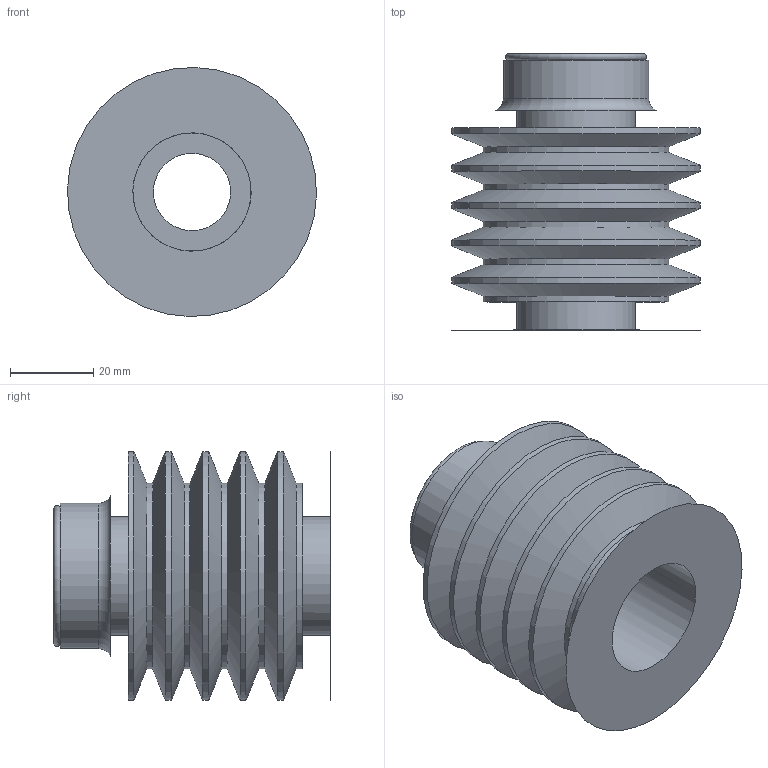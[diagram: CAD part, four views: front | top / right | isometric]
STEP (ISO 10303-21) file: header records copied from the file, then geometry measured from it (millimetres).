
FILE_DESCRIPTION(/* description */ (''),/* implementation_level */ '2;1');
FILE_NAME(/* name */ 'vf60-5sb_rac21r1-2h.stp',/* time_stamp */ '2020-10-26T12:22:51+01:00',/* author */ ('enginyeria'),/* organization */ (''),/* preprocessor_version */ 'ST-DEVELOPER v17.2',/* originating_system */ 'Autodesk Inventor 2019',/* authorisation */ '');
FILE_SCHEMA (('CONFIG_CONTROL_DESIGN'));
Length unit declared in the file: millimetre
Products named in the file (1): Pieza133
Bounding box: 59.97 x 66.6 x 59.97 mm (x, y, z)
Volume: 87017.8 mm3; surface area: 29142.8 mm2
Topology: 1 solids, 2 shells, 35 faces, 100 edges, 71 vertices
Faces by surface type: cylinder 15, cone 12, plane 6, torus 2
Full cylindrical faces by diameter (mm): 18.631 x1, 23 x1, 28.5 x2, 35 x1, 44.654 x5, 60 x5
Entity records: 1295 total; most frequent: DIRECTION 245, CARTESIAN_POINT 207, ORIENTED_EDGE 200, AXIS2_PLACEMENT_3D 109, EDGE_CURVE 100, CIRCLE 73, VERTEX_POINT 71, EDGE_LOOP 41
